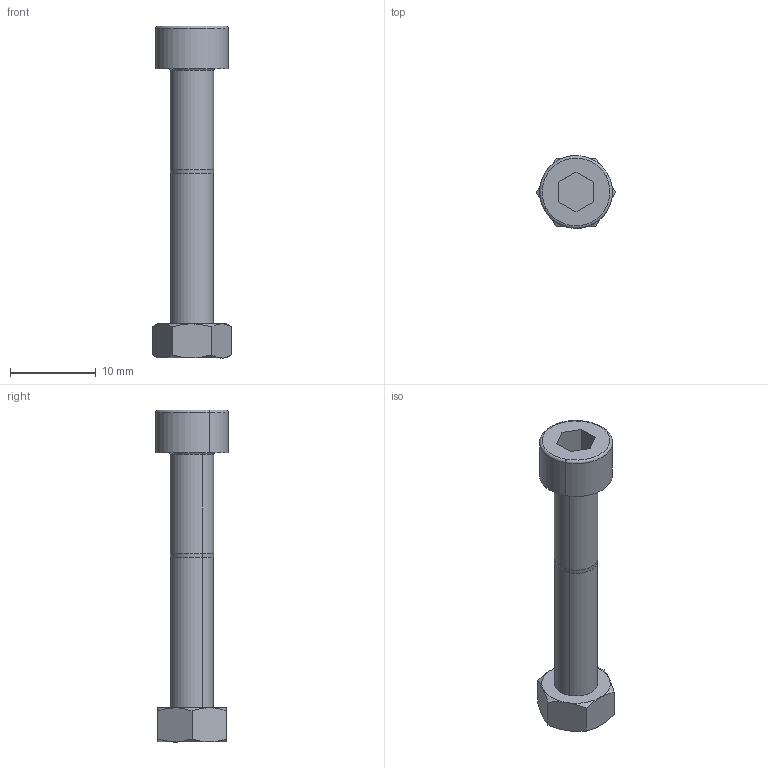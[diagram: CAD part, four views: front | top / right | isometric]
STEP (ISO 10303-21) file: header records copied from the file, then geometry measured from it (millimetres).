
FILE_DESCRIPTION(('CATIA V5 STEP Exchange','CAx-IF Rec.Pracs.--- Model Styling and Organization---1.4--- 2014-01-23'),'2;1');
FILE_NAME ('D1463503_0_2635120000_2635120000.stp','2019-02-01T14:32:01+00:00',('none'),('Weidmueller'),'CATIA Version 5-6 Release 2016 SP3 HF44','CATIA V5 STEP AP214','none');
FILE_SCHEMA(('AUTOMOTIVE_DESIGN { 1 0 10303 214 1 1 1 1 }'));
Length unit declared in the file: millimetre
Products named in the file (1): 2635120000
Bounding box: 9.24 x 8.5 x 38.72 mm (x, y, z)
Volume: 1031.6 mm3; surface area: 1073.2 mm2
Topology: 2 solids, 2 shells, 38 faces, 86 edges, 54 vertices
Faces by surface type: plane 18, cone 8, cylinder 8, torus 4
Entity records: 1109 total; most frequent: CARTESIAN_POINT 284, ORIENTED_EDGE 172, DIRECTION 132, EDGE_CURVE 86, AXIS2_PLACEMENT_3D 62, VERTEX_POINT 54, EDGE_LOOP 42, VECTOR 40
